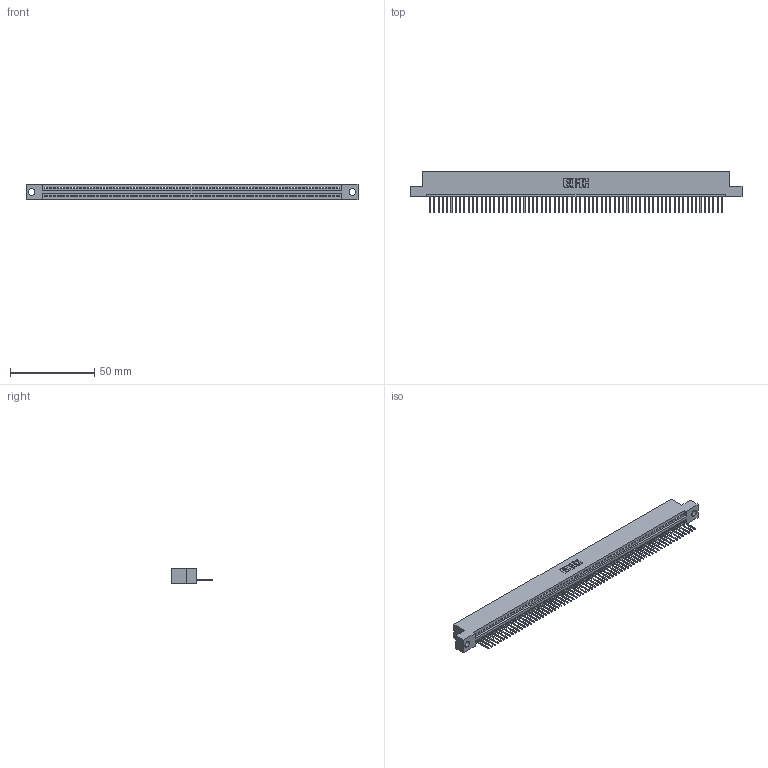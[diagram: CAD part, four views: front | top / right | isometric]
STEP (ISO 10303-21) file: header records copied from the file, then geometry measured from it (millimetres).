
FILE_DESCRIPTION (( 'STEP AP203' ), '1' );
FILE_NAME ('395-069-523-104.STEP', '2019-10-25T20:05:57', ( '' ), ( '' ), 'SwSTEP 2.0', 'SolidWorks 2016', '' );
FILE_SCHEMA (( 'CONFIG_CONTROL_DESIGN' ));
Length unit declared in the file: inch
Products named in the file (3): 345-292-001_345-293-123; 345 Part_Flush Mounting Lugs - 0.156 Dia-TH; 395-069-523-104
Assembly tree (70 placements, depth 2):
  395-069-523-104
    345 Part_Flush Mounting Lugs - 0.156 Dia-TH
    345-292-001_345-293-123  x69
Bounding box: 196.47 x 24.82 x 9.4 mm (x, y, z)
Volume: 18767.4 mm3; surface area: 25191.2 mm2
Topology: 70 solids, 70 shells, 4128 faces, 12485 edges, 8230 vertices
Faces by surface type: plane 2840, cylinder 1288
Entity records: 48317 total; most frequent: ORIENTED_EDGE 8378, CARTESIAN_POINT 8375, DIRECTION 7275, EDGE_CURVE 4189, LINE 3781, VECTOR 3781, VERTEX_POINT 2790, AXIS2_PLACEMENT_3D 1747
